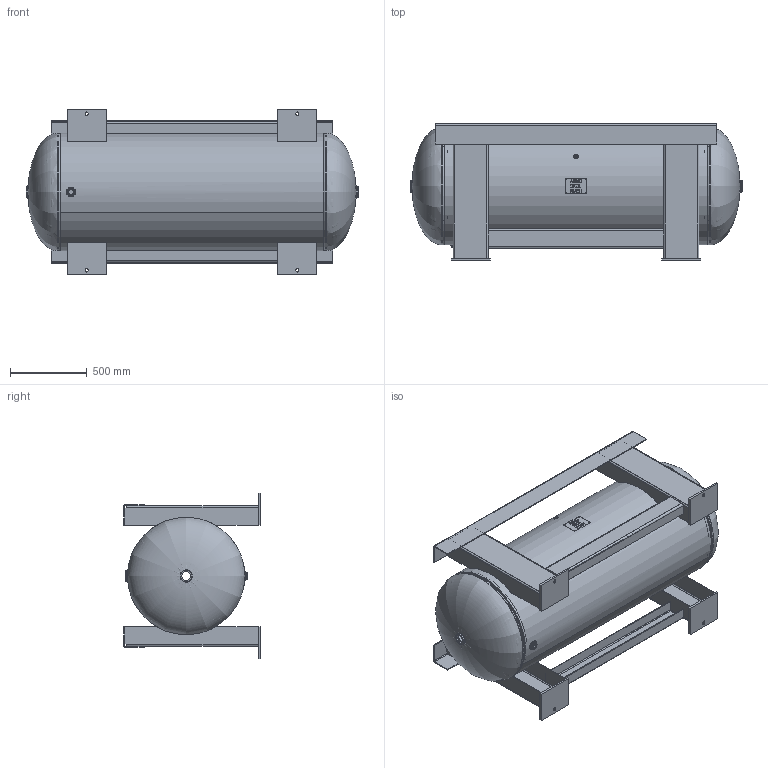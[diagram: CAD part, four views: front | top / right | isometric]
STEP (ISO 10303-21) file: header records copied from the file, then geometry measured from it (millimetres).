
FILE_DESCRIPTION(/* description */ ('30 X 84 200# HORZ ASME GRASSHOPPER'),/* implementation_level */ '2;1');
FILE_NAME(/* name */ 'SPVG_A10128.stp',/* time_stamp */ '2018-11-06T16:27:17-06:00',/* author */ ('kim.thoune'),/* organization */ (''),/* preprocessor_version */ 'ST-DEVELOPER v16.5',/* originating_system */ 'Autodesk Inventor 2017',/* authorisation */ '');
FILE_SCHEMA (('AUTOMOTIVE_DESIGN { 1 0 10303 214 3 1 1 }'));
Length unit declared in the file: inch
Products named in the file (16): A10128; A10128-1; A10128-2; 910-871-1; A10128-3; 910-871-1_1; F102000; F100250; F101000; 60-140; 64-053; F101501; S100287; S100124; S100286; S100288
Assembly tree (26 placements, depth 3):
  A10128
    A10128-1
    A10128-2
      910-871-1
    A10128-3
      910-871-1_1
    F102000  x2
    F100250
    F101000
    F101501  x3
    60-140
      64-053
    S100287  x2
    S100124  x4
    S100286  x4
    S100288  x2
Bounding box: 2160.57 x 889 x 1079.5 mm (x, y, z)
Volume: 45561426.3 mm3; surface area: 17813368.5 mm2
Topology: 23 solids, 23 shells, 472 faces, 1151 edges, 749 vertices
Faces by surface type: plane 299, cylinder 86, bspline 44, torus 34, cone 9
Full cylindrical faces by diameter (mm): 6.35 x4, 11.455 x1, 26.987 x1, 30.302 x1, 43.256 x1, 44.45 x1, 44.856 x3, 46.037 x1, 56.667 x2, 57.547 x3, 60.325 x4, 68.263 x5, 79.383 x2, 744.068 x2, 752.958 x2, 753.11 x3, 762 x2, 763.27 x1
Entity records: 11274 total; most frequent: CARTESIAN_POINT 3640, ORIENTED_EDGE 1430, DIRECTION 1380, EDGE_CURVE 715, LINE 520, VECTOR 520, VERTEX_POINT 500, AXIS2_PLACEMENT_3D 430
